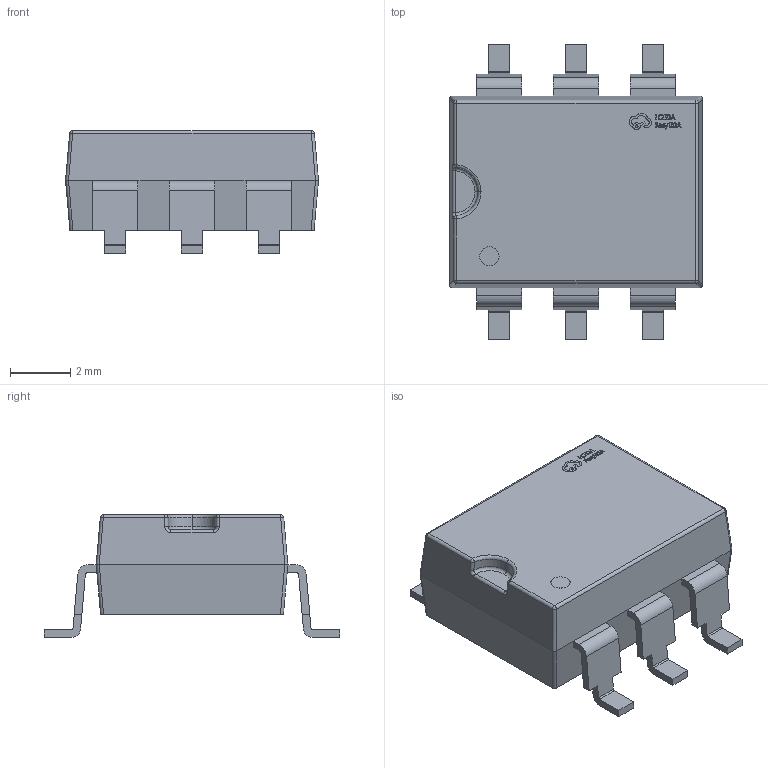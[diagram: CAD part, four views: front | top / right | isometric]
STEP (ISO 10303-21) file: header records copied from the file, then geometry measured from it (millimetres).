
FILE_DESCRIPTION (( 'STEP AP214' ), '1' );
FILE_NAME ('SMD-6_L8.4-W6.4-P2.54-LS9.8-BL.step', '2022-07-26T08:52:36', ( '' ), ( '' ), 'SwSTEP 2.0', 'SolidWorks 2020', '' );
FILE_SCHEMA (( 'AUTOMOTIVE_DESIGN' ));
Length unit declared in the file: millimetre
Products named in the file (1): SMD-6_L8.4-W6.4-P2.54-LS9.8-BL
Bounding box: 8.38 x 9.78 x 4.06 mm (x, y, z)
Volume: 174.4 mm3; surface area: 252.4 mm2
Topology: 14 solids, 14 shells, 436 faces, 1156 edges, 756 vertices
Faces by surface type: plane 268, bspline 116, cylinder 42, sphere 6, torus 4
Entity records: 19607 total; most frequent: CARTESIAN_POINT 4585, ORIENTED_EDGE 2312, DIRECTION 1638, EDGE_CURVE 1156, VECTOR 828, LINE 828, VERTEX_POINT 756, EDGE_LOOP 456
